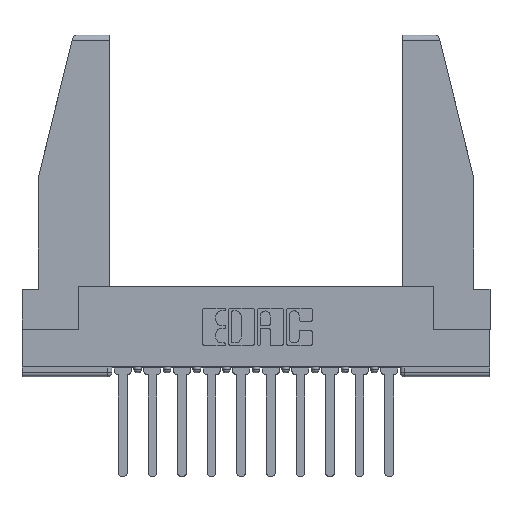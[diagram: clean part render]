
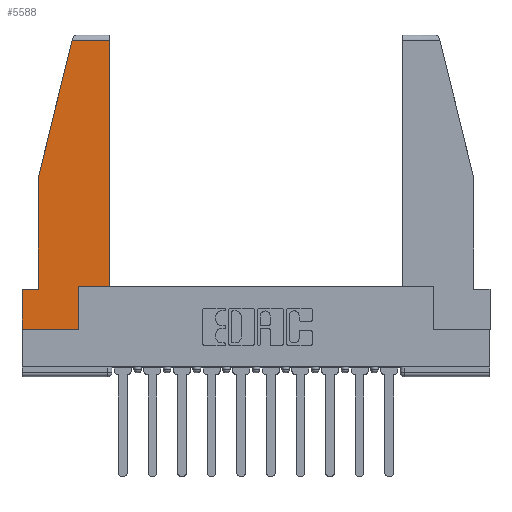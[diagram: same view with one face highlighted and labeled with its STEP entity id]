
A CAD part, top view. The second image highlights one B-rep face of the part: STEP entity #5588.
In plain terms, the highlighted planar face has unit normal (0, 0, 1).
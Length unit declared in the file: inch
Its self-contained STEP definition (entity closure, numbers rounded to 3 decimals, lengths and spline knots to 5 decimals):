
#326 = CARTESIAN_POINT ( 'NONE',  ( 0.086, 0.21, 0. ) ) ;
#352 = LINE ( 'NONE', #9348, #3074 ) ;
#661 = CARTESIAN_POINT ( 'NONE',  ( 0.461, 0.223, 0. ) ) ;
#837 = LINE ( 'NONE', #1978, #14720 ) ;
#1093 = AXIS2_PLACEMENT_3D ( 'NONE', #14236, #14138, #4861 ) ;
#1139 = DIRECTION ( 'NONE',  ( -1., 0., 0. ) ) ;
#1298 = LINE ( 'NONE', #14401, #6339 ) ;
#1978 = CARTESIAN_POINT ( 'NONE',  ( 0.086, 0.8, 0. ) ) ;
#2114 = EDGE_CURVE ( 'NONE', #5370, #4559, #11894, .T. ) ;
#2149 = VERTEX_POINT ( 'NONE', #3114 ) ;
#2156 = CARTESIAN_POINT ( 'NONE',  ( 0.2636, 1.52, 0. ) ) ;
#2179 = VERTEX_POINT ( 'NONE', #5486 ) ;
#2801 = DIRECTION ( 'NONE',  ( 0., -1., 0. ) ) ;
#2843 = VERTEX_POINT ( 'NONE', #326 ) ;
#2884 = LINE ( 'NONE', #6877, #11534 ) ;
#2920 = CARTESIAN_POINT ( 'NONE',  ( 0., 0.21, 0. ) ) ;
#3074 = VECTOR ( 'NONE', #12801, 39.37008 ) ;
#3114 = CARTESIAN_POINT ( 'NONE',  ( 0.297, 0.223, 0. ) ) ;
#3775 = VECTOR ( 'NONE', #13931, 39.37008 ) ;
#3980 = EDGE_CURVE ( 'NONE', #9065, #7592, #352, .T. ) ;
#4204 = CARTESIAN_POINT ( 'NONE',  ( 0., 0., 0. ) ) ;
#4327 = EDGE_CURVE ( 'NONE', #2843, #2179, #9148, .T. ) ;
#4559 = VERTEX_POINT ( 'NONE', #6459 ) ;
#4780 = VECTOR ( 'NONE', #12009, 39.37008 ) ;
#4861 = DIRECTION ( 'NONE',  ( 1., 0., 0. ) ) ;
#5179 = CARTESIAN_POINT ( 'NONE',  ( 0., 0.21, 0. ) ) ;
#5370 = VERTEX_POINT ( 'NONE', #2156 ) ;
#5486 = CARTESIAN_POINT ( 'NONE',  ( 0., 0.21, 0. ) ) ;
#5588 = ADVANCED_FACE ( 'NONE', ( #5890 ), #6062, .T. ) ;
#5664 = ORIENTED_EDGE ( 'NONE', *, *, #9607, .T. ) ;
#5880 = VERTEX_POINT ( 'NONE', #6674 ) ;
#5890 = FACE_OUTER_BOUND ( 'NONE', #11653, .T. ) ;
#6062 = PLANE ( 'NONE',  #1093 ) ;
#6307 = CARTESIAN_POINT ( 'NONE',  ( 0., 0., 0. ) ) ;
#6313 = EDGE_CURVE ( 'NONE', #4559, #2843, #837, .T. ) ;
#6339 = VECTOR ( 'NONE', #7464, 39.37008 ) ;
#6414 = DIRECTION ( 'NONE',  ( 1., 0., 0. ) ) ;
#6459 = CARTESIAN_POINT ( 'NONE',  ( 0.086, 0.8, 0. ) ) ;
#6674 = CARTESIAN_POINT ( 'NONE',  ( 0.297, 0., 0. ) ) ;
#6706 = EDGE_CURVE ( 'NONE', #5880, #2149, #6750, .T. ) ;
#6750 = LINE ( 'NONE', #7544, #4780 ) ;
#6877 = CARTESIAN_POINT ( 'NONE',  ( 0., 1.52, 0. ) ) ;
#7180 = ORIENTED_EDGE ( 'NONE', *, *, #2114, .T. ) ;
#7464 = DIRECTION ( 'NONE',  ( 1., 0., 0. ) ) ;
#7544 = CARTESIAN_POINT ( 'NONE',  ( 0.297, 0., 0. ) ) ;
#7592 = VERTEX_POINT ( 'NONE', #10651 ) ;
#8110 = LINE ( 'NONE', #5179, #14650 ) ;
#8287 = CARTESIAN_POINT ( 'NONE',  ( 0.271, 1.55, 0. ) ) ;
#8687 = DIRECTION ( 'NONE',  ( -1., 0., 0. ) ) ;
#8710 = EDGE_CURVE ( 'NONE', #14118, #5880, #11427, .T. ) ;
#9065 = VERTEX_POINT ( 'NONE', #661 ) ;
#9148 = LINE ( 'NONE', #2920, #12243 ) ;
#9348 = CARTESIAN_POINT ( 'NONE',  ( 0.461, 0.223, 0. ) ) ;
#9460 = ORIENTED_EDGE ( 'NONE', *, *, #6313, .T. ) ;
#9607 = EDGE_CURVE ( 'NONE', #2179, #14118, #8110, .T. ) ;
#9617 = EDGE_CURVE ( 'NONE', #2149, #9065, #1298, .T. ) ;
#10651 = CARTESIAN_POINT ( 'NONE',  ( 0.461, 1.52, 0. ) ) ;
#11427 = LINE ( 'NONE', #6307, #13786 ) ;
#11534 = VECTOR ( 'NONE', #1139, 39.37008 ) ;
#11653 = EDGE_LOOP ( 'NONE', ( #14260, #13707, #7180, #9460, #12835, #5664, #14490, #14598, #12564 ) ) ;
#11894 = LINE ( 'NONE', #8287, #3775 ) ;
#11941 = EDGE_CURVE ( 'NONE', #7592, #5370, #2884, .T. ) ;
#12009 = DIRECTION ( 'NONE',  ( 0., 1., 0. ) ) ;
#12243 = VECTOR ( 'NONE', #8687, 39.37008 ) ;
#12564 = ORIENTED_EDGE ( 'NONE', *, *, #9617, .T. ) ;
#12798 = DIRECTION ( 'NONE',  ( 0., -1., 0. ) ) ;
#12801 = DIRECTION ( 'NONE',  ( 0., 1., 0. ) ) ;
#12835 = ORIENTED_EDGE ( 'NONE', *, *, #4327, .T. ) ;
#13707 = ORIENTED_EDGE ( 'NONE', *, *, #11941, .T. ) ;
#13786 = VECTOR ( 'NONE', #6414, 39.37008 ) ;
#13931 = DIRECTION ( 'NONE',  ( -0.239, -0.971, 0. ) ) ;
#14118 = VERTEX_POINT ( 'NONE', #4204 ) ;
#14138 = DIRECTION ( 'NONE',  ( 0., 0., 1. ) ) ;
#14236 = CARTESIAN_POINT ( 'NONE',  ( 0., 0., 0. ) ) ;
#14260 = ORIENTED_EDGE ( 'NONE', *, *, #3980, .T. ) ;
#14401 = CARTESIAN_POINT ( 'NONE',  ( 0.297, 0.223, 0. ) ) ;
#14490 = ORIENTED_EDGE ( 'NONE', *, *, #8710, .T. ) ;
#14598 = ORIENTED_EDGE ( 'NONE', *, *, #6706, .T. ) ;
#14650 = VECTOR ( 'NONE', #2801, 39.37008 ) ;
#14720 = VECTOR ( 'NONE', #12798, 39.37008 ) ;
